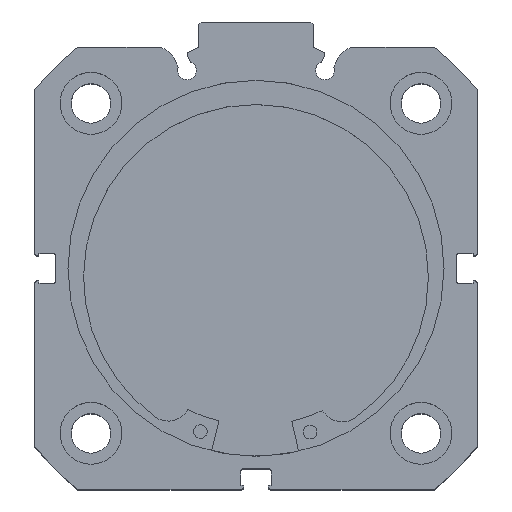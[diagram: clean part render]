
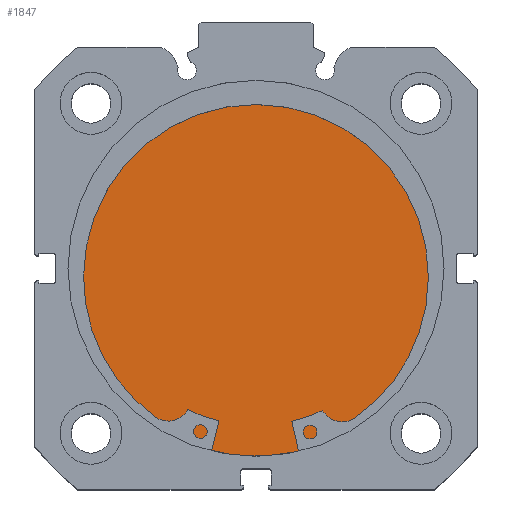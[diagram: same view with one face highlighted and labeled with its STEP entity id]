
A CAD part, top view. The second image highlights one B-rep face of the part: STEP entity #1847.
In plain terms, the highlighted face is planar.
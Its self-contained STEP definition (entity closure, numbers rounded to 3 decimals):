
#1743 = EDGE_LOOP ( 'NONE', ( #4398, #4397 ) ) ;
#1847 = ADVANCED_FACE ( 'NONE', ( #5887 ), #2599, .F. ) ;
#2598 = CARTESIAN_POINT ( 'NONE',  ( 12., 41., 0. ) ) ;
#2599 = PLANE ( 'NONE',  #5523 ) ;
#2601 = DIRECTION ( 'NONE',  ( -1., 0., 0. ) ) ;
#2602 = DIRECTION ( 'NONE',  ( 0., 0., 1. ) ) ;
#3237 = CARTESIAN_POINT ( 'NONE',  ( 12., 0., 41. ) ) ;
#3301 = CARTESIAN_POINT ( 'NONE',  ( 12., 0., -41. ) ) ;
#3398 = CARTESIAN_POINT ( 'NONE',  ( 12., 0., 0. ) ) ;
#3399 = DIRECTION ( 'NONE',  ( -1., 0., 0. ) ) ;
#3400 = DIRECTION ( 'NONE',  ( 0., 0., 1. ) ) ;
#3620 = CARTESIAN_POINT ( 'NONE',  ( 12., 0., 0. ) ) ;
#3621 = DIRECTION ( 'NONE',  ( -1., 0., 0. ) ) ;
#3622 = DIRECTION ( 'NONE',  ( 0., 0., 1. ) ) ;
#4397 = ORIENTED_EDGE ( 'NONE', *, *, #6848, .F. ) ;
#4398 = ORIENTED_EDGE ( 'NONE', *, *, #6769, .F. ) ;
#5523 = AXIS2_PLACEMENT_3D ( 'NONE', #2598, #2601, #2602 ) ;
#5670 = AXIS2_PLACEMENT_3D ( 'NONE', #3398, #3399, #3400 ) ;
#5706 = AXIS2_PLACEMENT_3D ( 'NONE', #3620, #3621, #3622 ) ;
#5887 = FACE_OUTER_BOUND ( 'NONE', #1743, .T. ) ;
#6162 = CIRCLE ( 'NONE', #5670, 41. ) ;
#6278 = CIRCLE ( 'NONE', #5706, 41. ) ;
#6572 = VERTEX_POINT ( 'NONE', #3237 ) ;
#6636 = VERTEX_POINT ( 'NONE', #3301 ) ;
#6769 = EDGE_CURVE ( 'NONE', #6572, #6636, #6162, .T. ) ;
#6848 = EDGE_CURVE ( 'NONE', #6636, #6572, #6278, .T. ) ;
